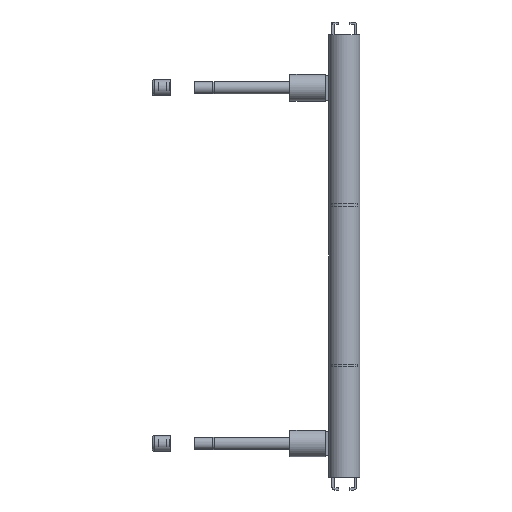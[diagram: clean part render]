
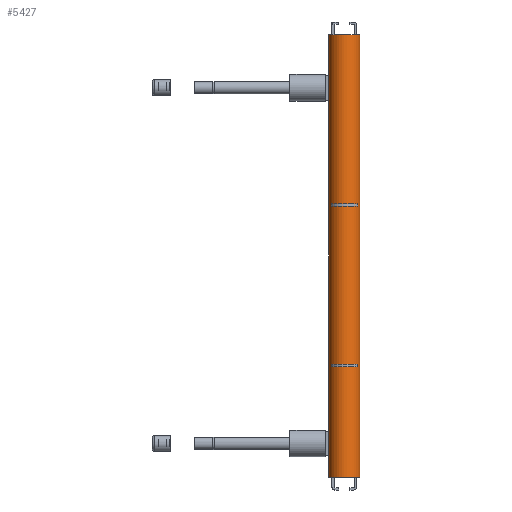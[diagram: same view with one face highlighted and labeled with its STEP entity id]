
A CAD part, front view. The second image highlights one B-rep face of the part: STEP entity #5427.
In plain terms, the highlighted cylindrical face has radius 10 mm (diameter 20 mm), a full revolution.
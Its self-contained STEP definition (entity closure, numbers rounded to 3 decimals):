
#465=FACE_OUTER_BOUND('',#778,.T.);
#778=EDGE_LOOP('',(#3713,#3714,#3715,#3716));
#1113=LINE('',#8627,#1598);
#1598=VECTOR('',#6815,10.);
#2086=CIRCLE('',#6126,10.);
#2087=CIRCLE('',#6127,10.);
#2386=VERTEX_POINT('',#8624);
#2387=VERTEX_POINT('',#8626);
#2912=EDGE_CURVE('',#2386,#2386,#2086,.T.);
#2913=EDGE_CURVE('',#2386,#2387,#1113,.T.);
#2914=EDGE_CURVE('',#2387,#2387,#2087,.T.);
#3713=ORIENTED_EDGE('',*,*,#2912,.T.);
#3714=ORIENTED_EDGE('',*,*,#2913,.T.);
#3715=ORIENTED_EDGE('',*,*,#2914,.F.);
#3716=ORIENTED_EDGE('',*,*,#2913,.F.);
#5288=CYLINDRICAL_SURFACE('',#6125,10.);
#5427=ADVANCED_FACE('',(#465),#5288,.T.);
#6125=AXIS2_PLACEMENT_3D('',#8623,#6811,#6812);
#6126=AXIS2_PLACEMENT_3D('',#8625,#6813,#6814);
#6127=AXIS2_PLACEMENT_3D('',#8628,#6816,#6817);
#6811=DIRECTION('center_axis',(0.,0.,1.));
#6812=DIRECTION('ref_axis',(-1.,0.,0.));
#6813=DIRECTION('center_axis',(0.,0.,-1.));
#6814=DIRECTION('ref_axis',(-1.,0.,0.));
#6815=DIRECTION('',(0.,0.,-1.));
#6816=DIRECTION('center_axis',(0.,0.,-1.));
#6817=DIRECTION('ref_axis',(-1.,0.,0.));
#8623=CARTESIAN_POINT('Origin',(0.,0.,0.));
#8624=CARTESIAN_POINT('',(10.,0.,284.2));
#8625=CARTESIAN_POINT('Origin',(0.,0.,284.2));
#8626=CARTESIAN_POINT('',(10.,0.,0.));
#8627=CARTESIAN_POINT('',(10.,0.,0.));
#8628=CARTESIAN_POINT('Origin',(0.,0.,0.));
